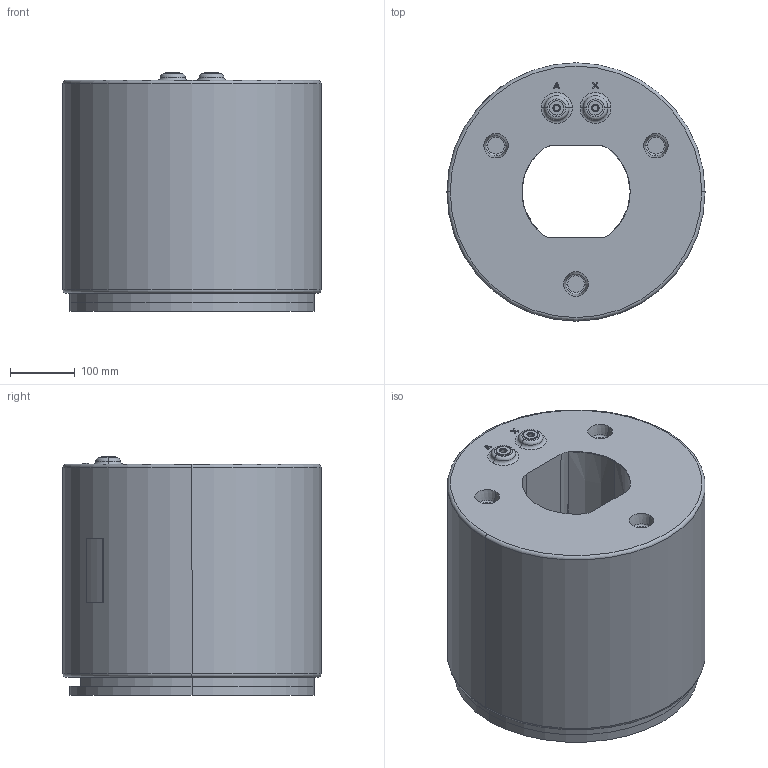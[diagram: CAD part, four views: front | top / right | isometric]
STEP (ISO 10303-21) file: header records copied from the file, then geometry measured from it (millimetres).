
FILE_DESCRIPTION (( 'STEP AP203' ), '1' );
FILE_NAME ('ﾊﾝﾌ.STEP', '2022-08-08T04:44:22', ( '' ), ( '' ), 'SwSTEP 2.0', 'SolidWorks 2010', '' );
FILE_SCHEMA (( 'CONFIG_CONTROL_DESIGN' ));
Length unit declared in the file: millimetre
Products named in the file (1): ﾊﾝﾌ
Bounding box: 400 x 400 x 369.8 mm (x, y, z)
Surface area: 1205298.5 mm2 (no closed solid volume)
Topology: 0 solids, 7 shells, 131 faces, 356 edges, 238 vertices
Faces by surface type: plane 43, cylinder 40, torus 25, cone 23
Entity records: 4408 total; most frequent: CARTESIAN_POINT 900, DIRECTION 801, ORIENTED_EDGE 632, EDGE_CURVE 356, AXIS2_PLACEMENT_3D 323, VERTEX_POINT 238, CIRCLE 191, LINE 155
